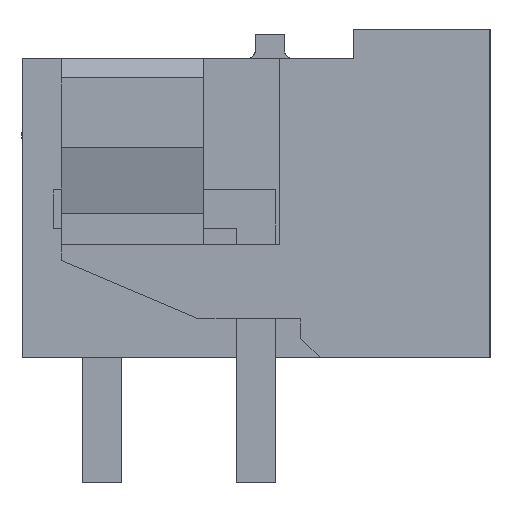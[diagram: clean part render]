
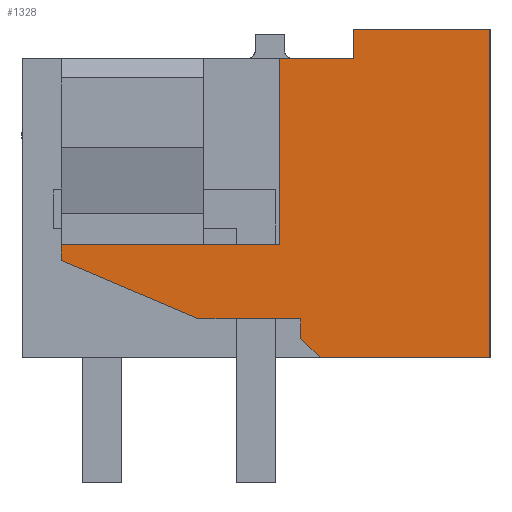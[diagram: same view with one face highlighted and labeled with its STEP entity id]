
A CAD part, left-side view. The second image highlights one B-rep face of the part: STEP entity #1328.
In plain terms, the highlighted planar face has unit normal (-1, 0, 0).
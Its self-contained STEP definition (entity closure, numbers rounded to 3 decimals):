
#1288=AXIS2_PLACEMENT_3D('Plane Axis2P3D',#1285,#1286,#1287) ;
#254=CARTESIAN_POINT('Vertex',(0.,0.,3.2)) ;
#259=CARTESIAN_POINT('Line Origine',(0.,2.177,3.2)) ;
#263=CARTESIAN_POINT('Vertex',(0.,4.354,3.2)) ;
#408=CARTESIAN_POINT('Vertex',(0.,5.4,10.88)) ;
#411=CARTESIAN_POINT('Line Origine',(0.,4.45,10.88)) ;
#415=CARTESIAN_POINT('Vertex',(0.,3.5,10.88)) ;
#770=CARTESIAN_POINT('Line Origine',(0.,11.,5.905)) ;
#774=CARTESIAN_POINT('Vertex',(0.,11.,6.11)) ;
#776=CARTESIAN_POINT('Vertex',(0.,11.,5.701)) ;
#878=CARTESIAN_POINT('Vertex',(0.,7.465,4.203)) ;
#881=CARTESIAN_POINT('Line Origine',(0.,9.232,4.952)) ;
#902=CARTESIAN_POINT('Vertex',(0.,4.854,4.203)) ;
#905=CARTESIAN_POINT('Line Origine',(0.,6.159,4.203)) ;
#960=CARTESIAN_POINT('Vertex',(0.,4.854,3.7)) ;
#963=CARTESIAN_POINT('Line Origine',(0.,4.854,3.951)) ;
#980=CARTESIAN_POINT('Line Origine',(0.,4.604,3.45)) ;
#1003=CARTESIAN_POINT('Vertex',(0.,0.,11.63)) ;
#1006=CARTESIAN_POINT('Line Origine',(0.,0.,7.415)) ;
#1285=CARTESIAN_POINT('Axis2P3D Location',(0.,12.,1.7)) ;
#1290=CARTESIAN_POINT('Line Origine',(0.,1.75,11.63)) ;
#1294=CARTESIAN_POINT('Vertex',(0.,3.5,11.63)) ;
#1297=CARTESIAN_POINT('Line Origine',(0.,3.5,11.255)) ;
#1302=CARTESIAN_POINT('Line Origine',(0.,5.4,8.495)) ;
#1306=CARTESIAN_POINT('Vertex',(0.,5.4,6.11)) ;
#1309=CARTESIAN_POINT('Line Origine',(0.,8.2,6.11)) ;
#260=DIRECTION('Vector Direction',(0.,1.,0.)) ;
#412=DIRECTION('Vector Direction',(0.,1.,0.)) ;
#771=DIRECTION('Vector Direction',(0.,0.,1.)) ;
#882=DIRECTION('Vector Direction',(0.,0.921,0.39)) ;
#906=DIRECTION('Vector Direction',(0.,-1.,0.)) ;
#964=DIRECTION('Vector Direction',(0.,0.,-1.)) ;
#981=DIRECTION('Vector Direction',(0.,0.707,0.707)) ;
#1007=DIRECTION('Vector Direction',(0.,0.,-1.)) ;
#1286=DIRECTION('Axis2P3D Direction',(-1.,0.,0.)) ;
#1287=DIRECTION('Axis2P3D XDirection',(0.,-1.,0.)) ;
#1291=DIRECTION('Vector Direction',(0.,1.,0.)) ;
#1298=DIRECTION('Vector Direction',(0.,0.,1.)) ;
#1303=DIRECTION('Vector Direction',(0.,0.,-1.)) ;
#1310=DIRECTION('Vector Direction',(0.,1.,0.)) ;
#261=VECTOR('Line Direction',#260,1.) ;
#413=VECTOR('Line Direction',#412,1.) ;
#772=VECTOR('Line Direction',#771,1.) ;
#883=VECTOR('Line Direction',#882,1.) ;
#907=VECTOR('Line Direction',#906,1.) ;
#965=VECTOR('Line Direction',#964,1.) ;
#982=VECTOR('Line Direction',#981,1.) ;
#1008=VECTOR('Line Direction',#1007,1.) ;
#1292=VECTOR('Line Direction',#1291,1.) ;
#1299=VECTOR('Line Direction',#1298,1.) ;
#1304=VECTOR('Line Direction',#1303,1.) ;
#1311=VECTOR('Line Direction',#1310,1.) ;
#1315=ORIENTED_EDGE('',*,*,#1296,.T.) ;
#1316=ORIENTED_EDGE('',*,*,#1301,.T.) ;
#1317=ORIENTED_EDGE('',*,*,#417,.T.) ;
#1318=ORIENTED_EDGE('',*,*,#1308,.T.) ;
#1319=ORIENTED_EDGE('',*,*,#1313,.T.) ;
#1320=ORIENTED_EDGE('',*,*,#778,.T.) ;
#1321=ORIENTED_EDGE('',*,*,#885,.T.) ;
#1322=ORIENTED_EDGE('',*,*,#909,.T.) ;
#1323=ORIENTED_EDGE('',*,*,#967,.T.) ;
#1324=ORIENTED_EDGE('',*,*,#984,.T.) ;
#1325=ORIENTED_EDGE('',*,*,#265,.T.) ;
#1326=ORIENTED_EDGE('',*,*,#1010,.T.) ;
#1328=ADVANCED_FACE('HOUSING',(#1327),#1289,.T.) ;
#265=EDGE_CURVE('',#264,#255,#262,.F.) ;
#417=EDGE_CURVE('',#416,#409,#414,.T.) ;
#778=EDGE_CURVE('',#775,#777,#773,.F.) ;
#885=EDGE_CURVE('',#777,#879,#884,.F.) ;
#909=EDGE_CURVE('',#879,#903,#908,.T.) ;
#967=EDGE_CURVE('',#903,#961,#966,.T.) ;
#984=EDGE_CURVE('',#961,#264,#983,.F.) ;
#1010=EDGE_CURVE('',#255,#1004,#1009,.F.) ;
#1296=EDGE_CURVE('',#1004,#1295,#1293,.T.) ;
#1301=EDGE_CURVE('',#1295,#416,#1300,.F.) ;
#1308=EDGE_CURVE('',#409,#1307,#1305,.T.) ;
#1313=EDGE_CURVE('',#1307,#775,#1312,.T.) ;
#1314=EDGE_LOOP('',(#1315,#1316,#1317,#1318,#1319,#1320,#1321,#1322,#1323,#1324,#1325,#1326)) ;
#1327=FACE_OUTER_BOUND('',#1314,.T.) ;
#262=LINE('Line',#259,#261) ;
#414=LINE('Line',#411,#413) ;
#773=LINE('Line',#770,#772) ;
#884=LINE('Line',#881,#883) ;
#908=LINE('Line',#905,#907) ;
#966=LINE('Line',#963,#965) ;
#983=LINE('Line',#980,#982) ;
#1009=LINE('Line',#1006,#1008) ;
#1293=LINE('Line',#1290,#1292) ;
#1300=LINE('Line',#1297,#1299) ;
#1305=LINE('Line',#1302,#1304) ;
#1312=LINE('Line',#1309,#1311) ;
#1289=PLANE('',#1288) ;
#255=VERTEX_POINT('',#254) ;
#264=VERTEX_POINT('',#263) ;
#409=VERTEX_POINT('',#408) ;
#416=VERTEX_POINT('',#415) ;
#775=VERTEX_POINT('',#774) ;
#777=VERTEX_POINT('',#776) ;
#879=VERTEX_POINT('',#878) ;
#903=VERTEX_POINT('',#902) ;
#961=VERTEX_POINT('',#960) ;
#1004=VERTEX_POINT('',#1003) ;
#1295=VERTEX_POINT('',#1294) ;
#1307=VERTEX_POINT('',#1306) ;
